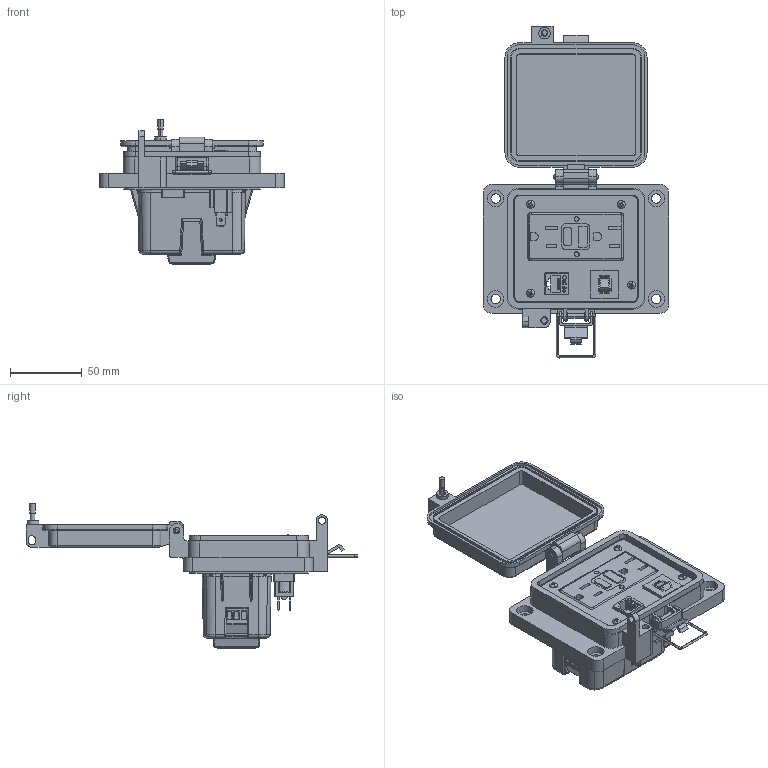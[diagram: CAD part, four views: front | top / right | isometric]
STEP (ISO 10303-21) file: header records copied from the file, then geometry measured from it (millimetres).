
FILE_DESCRIPTION (( 'STEP AP203' ), '1' );
FILE_NAME ('P-Q17-K2RF3_3D.STEP', '2021-12-09T14:17:38', ( '' ), ( '' ), 'SwSTEP 2.0', 'SolidWorks 2019', '' );
FILE_SCHEMA (( 'CONFIG_CONTROL_DESIGN' ));
Length unit declared in the file: millimetre
Products named in the file (15): Z-H-K2_B; P-Q17-K2RF3_3D; P-Q17-K2RF3_FP060_1; R2; P-Q17-K2RF3_TP060_1; Z-300-RJ45CAT5; CBX; RF; Z-120-RIOF-SHELL; Z-200-OTLT-RIOF-15A; Z-200-OTLT-GFIH-15A_sheared; -K2; P-Q17-K2RF3_BP180_1; Z-000-4243316TFP; Z-CB-SM
Assembly tree (17 placements, depth 4):
  P-Q17-K2RF3_3D
    P-Q17-K2RF3_BP180_1
    P-Q17-K2RF3_FP060_1
    Z-000-4243316TFP  x4
    P-Q17-K2RF3_TP060_1
    R2
      Z-300-RJ45CAT5
    CBX
      Z-CB-SM
    RF
      Z-200-OTLT-RIOF-15A
        Z-120-RIOF-SHELL
        Z-200-OTLT-GFIH-15A_sheared
    -K2
      Z-H-K2_B
Bounding box: 129 x 231.28 x 101.5 mm (x, y, z)
Volume: 303384.4 mm3; surface area: 188388.8 mm2
Topology: 36 solids, 42 shells, 5177 faces, 13342 edges, 8412 vertices
Faces by surface type: plane 2308, cylinder 1354, bspline 1278, cone 114, torus 73, sphere 50
Entity records: 210542 total; most frequent: CARTESIAN_POINT 98165, ORIENTED_EDGE 25658, DIRECTION 18717, EDGE_CURVE 12829, VERTEX_POINT 8082, VECTOR 7587, LINE 7587, AXIS2_PLACEMENT_3D 5565
